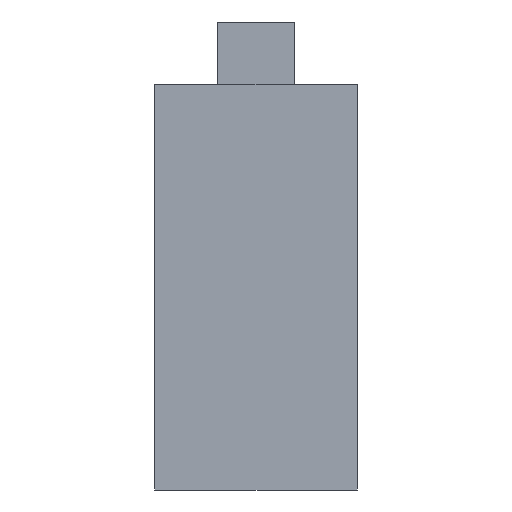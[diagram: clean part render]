
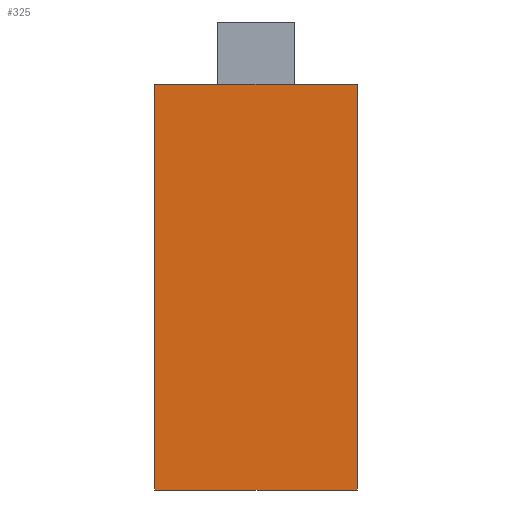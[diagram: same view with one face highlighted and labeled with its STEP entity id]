
A CAD part, front view. The second image highlights one B-rep face of the part: STEP entity #325.
In plain terms, the highlighted planar face has unit normal (0, -1, 0).
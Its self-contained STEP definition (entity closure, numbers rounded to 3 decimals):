
#9 = EDGE_LOOP ( 'NONE', ( #171, #294, #28, #265 ) ) ;
#10 = EDGE_CURVE ( 'NONE', #67, #23, #339, .T. ) ;
#20 = EDGE_CURVE ( 'NONE', #227, #23, #233, .T. ) ;
#23 = VERTEX_POINT ( 'NONE', #235 ) ;
#24 = CARTESIAN_POINT ( 'NONE',  ( -13., 0., 22. ) ) ;
#28 = ORIENTED_EDGE ( 'NONE', *, *, #20, .F. ) ;
#29 = CARTESIAN_POINT ( 'NONE',  ( -13., 0., -30. ) ) ;
#34 = AXIS2_PLACEMENT_3D ( 'NONE', #157, #306, #123 ) ;
#36 = CARTESIAN_POINT ( 'NONE',  ( -13., 0., -30. ) ) ;
#60 = VECTOR ( 'NONE', #266, 1000. ) ;
#67 = VERTEX_POINT ( 'NONE', #341 ) ;
#86 = EDGE_CURVE ( 'NONE', #67, #296, #290, .T. ) ;
#95 = PLANE ( 'NONE',  #34 ) ;
#100 = VECTOR ( 'NONE', #258, 1000. ) ;
#114 = LINE ( 'NONE', #36, #60 ) ;
#123 = DIRECTION ( 'NONE',  ( 0., 0., 1. ) ) ;
#136 = VECTOR ( 'NONE', #207, 1000. ) ;
#139 = DIRECTION ( 'NONE',  ( 0., 0., -1. ) ) ;
#157 = CARTESIAN_POINT ( 'NONE',  ( 0., 0., 0. ) ) ;
#171 = ORIENTED_EDGE ( 'NONE', *, *, #86, .F. ) ;
#206 = EDGE_CURVE ( 'NONE', #296, #227, #114, .T. ) ;
#207 = DIRECTION ( 'NONE',  ( -1., 0., 0. ) ) ;
#227 = VERTEX_POINT ( 'NONE', #333 ) ;
#233 = LINE ( 'NONE', #29, #100 ) ;
#235 = CARTESIAN_POINT ( 'NONE',  ( -13., 0., 22. ) ) ;
#245 = CARTESIAN_POINT ( 'NONE',  ( 13., 0., -30. ) ) ;
#255 = CARTESIAN_POINT ( 'NONE',  ( 13., 0., -30. ) ) ;
#258 = DIRECTION ( 'NONE',  ( 0., 0., 1. ) ) ;
#265 = ORIENTED_EDGE ( 'NONE', *, *, #206, .F. ) ;
#266 = DIRECTION ( 'NONE',  ( -1., 0., 0. ) ) ;
#287 = VECTOR ( 'NONE', #139, 1000. ) ;
#290 = LINE ( 'NONE', #255, #287 ) ;
#294 = ORIENTED_EDGE ( 'NONE', *, *, #10, .T. ) ;
#296 = VERTEX_POINT ( 'NONE', #245 ) ;
#304 = FACE_OUTER_BOUND ( 'NONE', #9, .T. ) ;
#306 = DIRECTION ( 'NONE',  ( 0., 1., 0. ) ) ;
#325 = ADVANCED_FACE ( 'NONE', ( #304 ), #95, .F. ) ;
#333 = CARTESIAN_POINT ( 'NONE',  ( -13., 0., -30. ) ) ;
#339 = LINE ( 'NONE', #24, #136 ) ;
#341 = CARTESIAN_POINT ( 'NONE',  ( 13., 0., 22. ) ) ;
